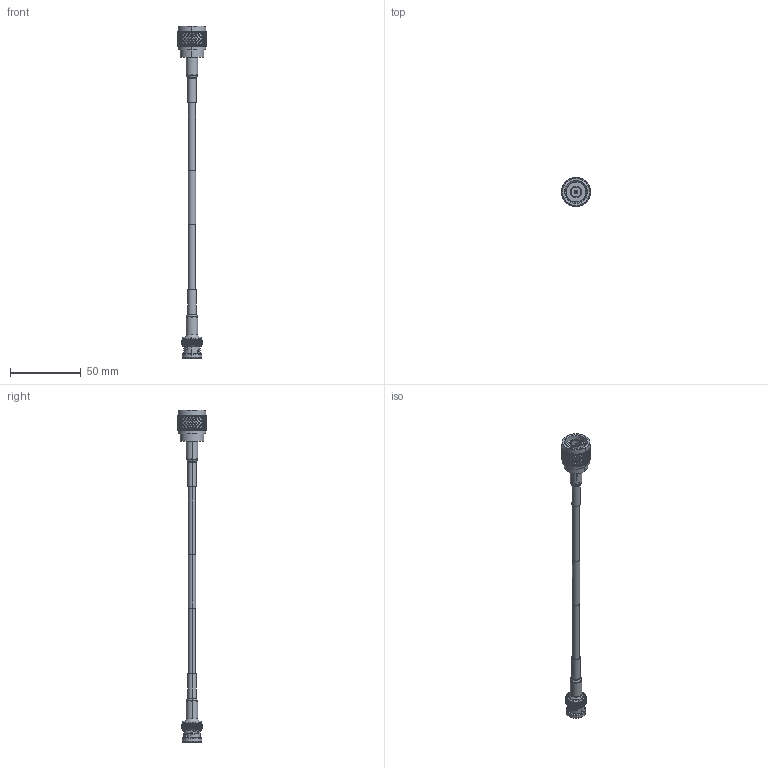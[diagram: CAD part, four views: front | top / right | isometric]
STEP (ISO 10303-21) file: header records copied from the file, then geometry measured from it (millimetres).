
FILE_DESCRIPTION (( 'STEP AP214' ), '1' );
FILE_NAME ('FMCA3221_3D.step', '2023-05-03T18:55:51', ( '' ), ( '' ), 'SwSTEP 2.0', 'SolidWorks 2022', '' );
FILE_SCHEMA (( 'AUTOMOTIVE_DESIGN' ));
Length unit declared in the file: inch
Products named in the file (5): LMR-195-FM_LMR-195-UF; FMCA3221_3D; SC9109_Crimp; LMR-195 Heat Shrink Sleeve-FM; PE4016 ¦ SC6025_CRIMPED
Assembly tree (5 placements, depth 2):
  FMCA3221_3D
    LMR-195-FM_LMR-195-UF
    SC9109_Crimp
    LMR-195 Heat Shrink Sleeve-FM  x2
    PE4016 ¦ SC6025_CRIMPED
Bounding box: 20.32 x 20.32 x 234.51 mm (x, y, z)
Volume: 10508.7 mm3; surface area: 12565.8 mm2
Topology: 7 solids, 7 shells, 2860 faces, 6163 edges, 3346 vertices
Faces by surface type: bspline 1807, cylinder 660, plane 197, cone 176, torus 18, sphere 2
Entity records: 106916 total; most frequent: CARTESIAN_POINT 65387, ORIENTED_EDGE 12238, EDGE_CURVE 6119, DIRECTION 3916, VERTEX_POINT 3322, EDGE_LOOP 2877, FACE_OUTER_BOUND 2838, ADVANCED_FACE 2838
